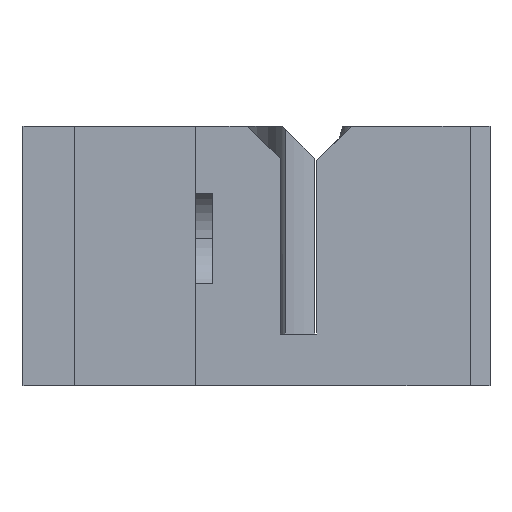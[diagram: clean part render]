
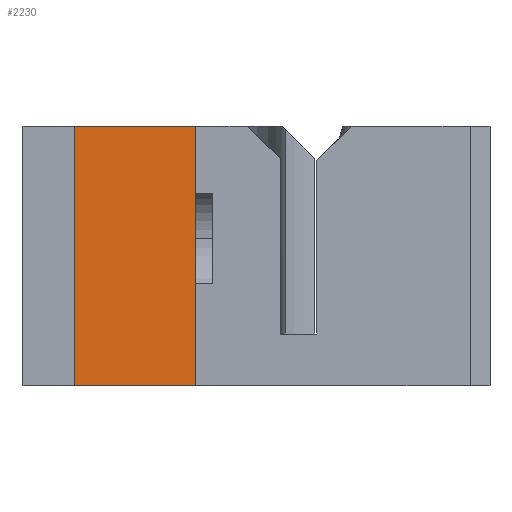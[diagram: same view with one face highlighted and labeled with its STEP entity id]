
A CAD part, left-side view. The second image highlights one B-rep face of the part: STEP entity #2230.
In plain terms, the highlighted planar face has unit normal (-1, 0, 0).
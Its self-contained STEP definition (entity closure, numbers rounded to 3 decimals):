
#125 = PLANE('',#126);
#126 = AXIS2_PLACEMENT_3D('',#127,#128,#129);
#127 = CARTESIAN_POINT('',(-10.,16.,-1.));
#128 = DIRECTION('',(0.,1.,0.));
#129 = DIRECTION('',(0.,0.,1.));
#879 = VERTEX_POINT('',#880);
#880 = CARTESIAN_POINT('',(-10.,16.,-1.));
#894 = PLANE('',#895);
#895 = AXIS2_PLACEMENT_3D('',#896,#897,#898);
#896 = CARTESIAN_POINT('',(-10.,16.,-1.));
#897 = DIRECTION('',(0.,0.,1.));
#898 = DIRECTION('',(1.,0.,0.));
#906 = EDGE_CURVE('',#879,#907,#909,.T.);
#907 = VERTEX_POINT('',#908);
#908 = CARTESIAN_POINT('',(-10.,16.,14.));
#909 = SURFACE_CURVE('',#910,(#914,#921),.PCURVE_S1.);
#910 = LINE('',#911,#912);
#911 = CARTESIAN_POINT('',(-10.,16.,-1.));
#912 = VECTOR('',#913,1.);
#913 = DIRECTION('',(0.,0.,1.));
#914 = PCURVE('',#125,#915);
#915 = DEFINITIONAL_REPRESENTATION('',(#916),#920);
#916 = LINE('',#917,#918);
#917 = CARTESIAN_POINT('',(0.,0.));
#918 = VECTOR('',#919,1.);
#919 = DIRECTION('',(1.,0.));
#920 = ( GEOMETRIC_REPRESENTATION_CONTEXT(2) 
PARAMETRIC_REPRESENTATION_CONTEXT() REPRESENTATION_CONTEXT('2D SPACE',''
  ) );
#921 = PCURVE('',#922,#927);
#922 = PLANE('',#923);
#923 = AXIS2_PLACEMENT_3D('',#924,#925,#926);
#924 = CARTESIAN_POINT('',(-10.,16.,-1.));
#925 = DIRECTION('',(1.,0.,0.));
#926 = DIRECTION('',(0.,0.,1.));
#927 = DEFINITIONAL_REPRESENTATION('',(#928),#932);
#928 = LINE('',#929,#930);
#929 = CARTESIAN_POINT('',(0.,0.));
#930 = VECTOR('',#931,1.);
#931 = DIRECTION('',(1.,0.));
#932 = ( GEOMETRIC_REPRESENTATION_CONTEXT(2) 
PARAMETRIC_REPRESENTATION_CONTEXT() REPRESENTATION_CONTEXT('2D SPACE',''
  ) );
#948 = PLANE('',#949);
#949 = AXIS2_PLACEMENT_3D('',#950,#951,#952);
#950 = CARTESIAN_POINT('',(-10.,16.,14.));
#951 = DIRECTION('',(0.,0.,1.));
#952 = DIRECTION('',(1.,0.,0.));
#1963 = EDGE_CURVE('',#879,#1964,#1966,.T.);
#1964 = VERTEX_POINT('',#1965);
#1965 = CARTESIAN_POINT('',(-10.,23.,-1.));
#1966 = SURFACE_CURVE('',#1967,(#1971,#1978),.PCURVE_S1.);
#1967 = LINE('',#1968,#1969);
#1968 = CARTESIAN_POINT('',(-10.,16.,-1.));
#1969 = VECTOR('',#1970,1.);
#1970 = DIRECTION('',(0.,1.,0.));
#1971 = PCURVE('',#894,#1972);
#1972 = DEFINITIONAL_REPRESENTATION('',(#1973),#1977);
#1973 = LINE('',#1974,#1975);
#1974 = CARTESIAN_POINT('',(0.,0.));
#1975 = VECTOR('',#1976,1.);
#1976 = DIRECTION('',(0.,1.));
#1977 = ( GEOMETRIC_REPRESENTATION_CONTEXT(2) 
PARAMETRIC_REPRESENTATION_CONTEXT() REPRESENTATION_CONTEXT('2D SPACE',''
  ) );
#1978 = PCURVE('',#922,#1979);
#1979 = DEFINITIONAL_REPRESENTATION('',(#1980),#1984);
#1980 = LINE('',#1981,#1982);
#1981 = CARTESIAN_POINT('',(0.,0.));
#1982 = VECTOR('',#1983,1.);
#1983 = DIRECTION('',(0.,-1.));
#1984 = ( GEOMETRIC_REPRESENTATION_CONTEXT(2) 
PARAMETRIC_REPRESENTATION_CONTEXT() REPRESENTATION_CONTEXT('2D SPACE',''
  ) );
#2180 = EDGE_CURVE('',#907,#2181,#2183,.T.);
#2181 = VERTEX_POINT('',#2182);
#2182 = CARTESIAN_POINT('',(-10.,23.,14.));
#2183 = SURFACE_CURVE('',#2184,(#2188,#2195),.PCURVE_S1.);
#2184 = LINE('',#2185,#2186);
#2185 = CARTESIAN_POINT('',(-10.,16.,14.));
#2186 = VECTOR('',#2187,1.);
#2187 = DIRECTION('',(0.,1.,0.));
#2188 = PCURVE('',#948,#2189);
#2189 = DEFINITIONAL_REPRESENTATION('',(#2190),#2194);
#2190 = LINE('',#2191,#2192);
#2191 = CARTESIAN_POINT('',(0.,0.));
#2192 = VECTOR('',#2193,1.);
#2193 = DIRECTION('',(0.,1.));
#2194 = ( GEOMETRIC_REPRESENTATION_CONTEXT(2) 
PARAMETRIC_REPRESENTATION_CONTEXT() REPRESENTATION_CONTEXT('2D SPACE',''
  ) );
#2195 = PCURVE('',#922,#2196);
#2196 = DEFINITIONAL_REPRESENTATION('',(#2197),#2201);
#2197 = LINE('',#2198,#2199);
#2198 = CARTESIAN_POINT('',(15.,0.));
#2199 = VECTOR('',#2200,1.);
#2200 = DIRECTION('',(0.,-1.));
#2201 = ( GEOMETRIC_REPRESENTATION_CONTEXT(2) 
PARAMETRIC_REPRESENTATION_CONTEXT() REPRESENTATION_CONTEXT('2D SPACE',''
  ) );
#2230 = ADVANCED_FACE('',(#2231),#922,.F.);
#2231 = FACE_BOUND('',#2232,.F.);
#2232 = EDGE_LOOP('',(#2233,#2234,#2235,#2236));
#2233 = ORIENTED_EDGE('',*,*,#2180,.F.);
#2234 = ORIENTED_EDGE('',*,*,#906,.F.);
#2235 = ORIENTED_EDGE('',*,*,#1963,.T.);
#2236 = ORIENTED_EDGE('',*,*,#2237,.T.);
#2237 = EDGE_CURVE('',#1964,#2181,#2238,.T.);
#2238 = SURFACE_CURVE('',#2239,(#2243,#2250),.PCURVE_S1.);
#2239 = LINE('',#2240,#2241);
#2240 = CARTESIAN_POINT('',(-10.,23.,-1.));
#2241 = VECTOR('',#2242,1.);
#2242 = DIRECTION('',(0.,0.,1.));
#2243 = PCURVE('',#922,#2244);
#2244 = DEFINITIONAL_REPRESENTATION('',(#2245),#2249);
#2245 = LINE('',#2246,#2247);
#2246 = CARTESIAN_POINT('',(0.,-7.));
#2247 = VECTOR('',#2248,1.);
#2248 = DIRECTION('',(1.,0.));
#2249 = ( GEOMETRIC_REPRESENTATION_CONTEXT(2) 
PARAMETRIC_REPRESENTATION_CONTEXT() REPRESENTATION_CONTEXT('2D SPACE',''
  ) );
#2250 = PCURVE('',#2251,#2256);
#2251 = PLANE('',#2252);
#2252 = AXIS2_PLACEMENT_3D('',#2253,#2254,#2255);
#2253 = CARTESIAN_POINT('',(-10.,16.,-1.));
#2254 = DIRECTION('',(1.,0.,0.));
#2255 = DIRECTION('',(0.,0.,1.));
#2256 = DEFINITIONAL_REPRESENTATION('',(#2257),#2261);
#2257 = LINE('',#2258,#2259);
#2258 = CARTESIAN_POINT('',(0.,-7.));
#2259 = VECTOR('',#2260,1.);
#2260 = DIRECTION('',(1.,0.));
#2261 = ( GEOMETRIC_REPRESENTATION_CONTEXT(2) 
PARAMETRIC_REPRESENTATION_CONTEXT() REPRESENTATION_CONTEXT('2D SPACE',''
  ) );
